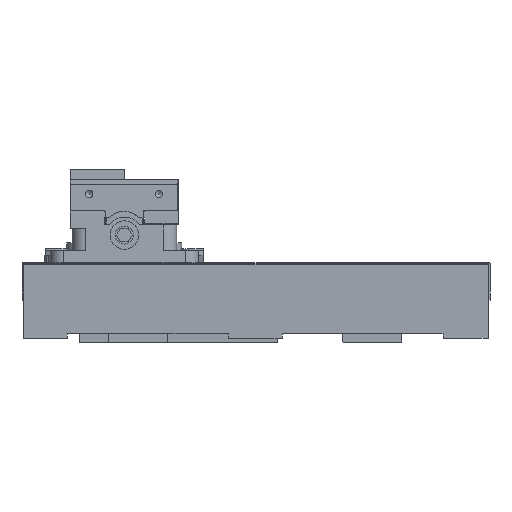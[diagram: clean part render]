
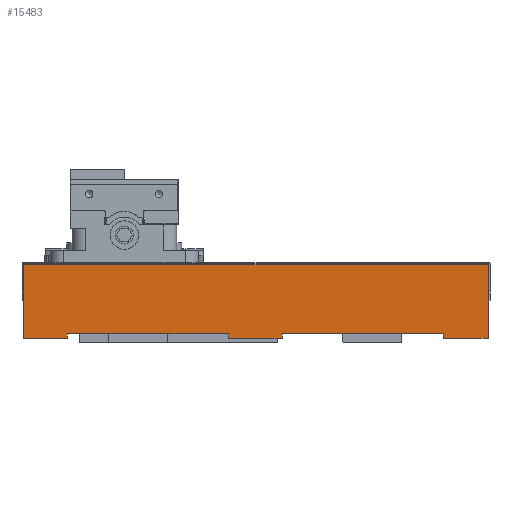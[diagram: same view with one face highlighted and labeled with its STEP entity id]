
A CAD part, front view. The second image highlights one B-rep face of the part: STEP entity #15483.
In plain terms, the highlighted planar face has unit normal (0, -0.999, -0.035).
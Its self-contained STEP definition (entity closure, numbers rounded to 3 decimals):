
#1297=FACE_OUTER_BOUND('',#2116,.T.);
#2116=EDGE_LOOP('',(#10521,#10522,#10523,#10524,#10525,#10526,#10527,#10528,
#10529,#10530,#10531,#10532));
#3140=LINE('',#21943,#4990);
#3141=LINE('',#21945,#4991);
#3142=LINE('',#21947,#4992);
#3143=LINE('',#21949,#4993);
#3144=LINE('',#21951,#4994);
#3145=LINE('',#21953,#4995);
#3146=LINE('',#21955,#4996);
#3147=LINE('',#21957,#4997);
#3148=LINE('',#21959,#4998);
#3149=LINE('',#21961,#4999);
#3150=LINE('',#21963,#5000);
#3151=LINE('',#21964,#5001);
#4990=VECTOR('',#17740,0.063);
#4991=VECTOR('',#17741,0.104);
#4992=VECTOR('',#17742,0.655);
#4993=VECTOR('',#17743,0.104);
#4994=VECTOR('',#17744,0.061);
#4995=VECTOR('',#17745,0.006);
#4996=VECTOR('',#17746,0.227);
#4997=VECTOR('',#17747,0.006);
#4998=VECTOR('',#17748,0.076);
#4999=VECTOR('',#17749,0.006);
#5000=VECTOR('',#17750,0.227);
#5001=VECTOR('',#17751,0.006);
#6836=VERTEX_POINT('',#21941);
#6837=VERTEX_POINT('',#21942);
#6838=VERTEX_POINT('',#21944);
#6839=VERTEX_POINT('',#21946);
#6840=VERTEX_POINT('',#21948);
#6841=VERTEX_POINT('',#21950);
#6842=VERTEX_POINT('',#21952);
#6843=VERTEX_POINT('',#21954);
#6844=VERTEX_POINT('',#21956);
#6845=VERTEX_POINT('',#21958);
#6846=VERTEX_POINT('',#21960);
#6847=VERTEX_POINT('',#21962);
#8300=EDGE_CURVE('',#6836,#6837,#3140,.F.);
#8301=EDGE_CURVE('',#6836,#6838,#3141,.T.);
#8302=EDGE_CURVE('',#6839,#6838,#3142,.T.);
#8303=EDGE_CURVE('',#6840,#6839,#3143,.T.);
#8304=EDGE_CURVE('',#6841,#6840,#3144,.F.);
#8305=EDGE_CURVE('',#6841,#6842,#3145,.T.);
#8306=EDGE_CURVE('',#6843,#6842,#3146,.T.);
#8307=EDGE_CURVE('',#6844,#6843,#3147,.T.);
#8308=EDGE_CURVE('',#6845,#6844,#3148,.F.);
#8309=EDGE_CURVE('',#6845,#6846,#3149,.T.);
#8310=EDGE_CURVE('',#6847,#6846,#3150,.T.);
#8311=EDGE_CURVE('',#6837,#6847,#3151,.T.);
#10521=ORIENTED_EDGE('',*,*,#8300,.F.);
#10522=ORIENTED_EDGE('',*,*,#8301,.T.);
#10523=ORIENTED_EDGE('',*,*,#8302,.F.);
#10524=ORIENTED_EDGE('',*,*,#8303,.F.);
#10525=ORIENTED_EDGE('',*,*,#8304,.F.);
#10526=ORIENTED_EDGE('',*,*,#8305,.T.);
#10527=ORIENTED_EDGE('',*,*,#8306,.F.);
#10528=ORIENTED_EDGE('',*,*,#8307,.F.);
#10529=ORIENTED_EDGE('',*,*,#8308,.F.);
#10530=ORIENTED_EDGE('',*,*,#8309,.T.);
#10531=ORIENTED_EDGE('',*,*,#8310,.F.);
#10532=ORIENTED_EDGE('',*,*,#8311,.F.);
#14818=PLANE('',#16467);
#15483=ADVANCED_FACE('',(#1297),#14818,.F.);
#16467=AXIS2_PLACEMENT_3D('',#21940,#17738,#17739);
#17738=DIRECTION('center_axis',(0.,0.999,0.035));
#17739=DIRECTION('ref_axis',(0.,-0.035,0.999));
#17740=DIRECTION('',(1.,0.,0.));
#17741=DIRECTION('',(0.,-0.035,0.999));
#17742=DIRECTION('',(1.,0.,0.));
#17743=DIRECTION('',(0.,-0.035,0.999));
#17744=DIRECTION('',(1.,0.,0.));
#17745=DIRECTION('',(0.035,-0.035,0.999));
#17746=DIRECTION('',(-1.,0.,0.));
#17747=DIRECTION('',(-0.035,-0.035,0.999));
#17748=DIRECTION('',(1.,0.,0.));
#17749=DIRECTION('',(0.035,-0.035,0.999));
#17750=DIRECTION('',(-1.,0.,0.));
#17751=DIRECTION('',(-0.035,-0.035,0.999));
#21940=CARTESIAN_POINT('Origin',(0.441,-0.194,-0.1));
#21941=CARTESIAN_POINT('',(0.328,-0.194,-0.107));
#21942=CARTESIAN_POINT('',(0.264,-0.194,-0.107));
#21943=CARTESIAN_POINT('',(0.264,-0.194,-0.107));
#21944=CARTESIAN_POINT('',(0.328,-0.198,-0.003));
#21945=CARTESIAN_POINT('',(0.328,-0.194,-0.107));
#21946=CARTESIAN_POINT('',(-0.328,-0.198,-0.003));
#21947=CARTESIAN_POINT('',(-0.328,-0.198,-0.003));
#21948=CARTESIAN_POINT('',(-0.328,-0.194,-0.107));
#21949=CARTESIAN_POINT('',(-0.328,-0.194,-0.107));
#21950=CARTESIAN_POINT('',(-0.266,-0.194,-0.107));
#21951=CARTESIAN_POINT('',(-0.328,-0.194,-0.107));
#21952=CARTESIAN_POINT('',(-0.266,-0.194,-0.1));
#21953=CARTESIAN_POINT('',(-0.266,-0.194,-0.107));
#21954=CARTESIAN_POINT('',(-0.039,-0.194,-0.1));
#21955=CARTESIAN_POINT('',(-0.039,-0.194,-0.1));
#21956=CARTESIAN_POINT('',(-0.039,-0.194,-0.107));
#21957=CARTESIAN_POINT('',(-0.039,-0.194,-0.107));
#21958=CARTESIAN_POINT('',(0.037,-0.194,-0.107));
#21959=CARTESIAN_POINT('',(-0.039,-0.194,-0.107));
#21960=CARTESIAN_POINT('',(0.037,-0.194,-0.1));
#21961=CARTESIAN_POINT('',(0.037,-0.194,-0.107));
#21962=CARTESIAN_POINT('',(0.264,-0.194,-0.1));
#21963=CARTESIAN_POINT('',(0.264,-0.194,-0.1));
#21964=CARTESIAN_POINT('',(0.264,-0.194,-0.107));
